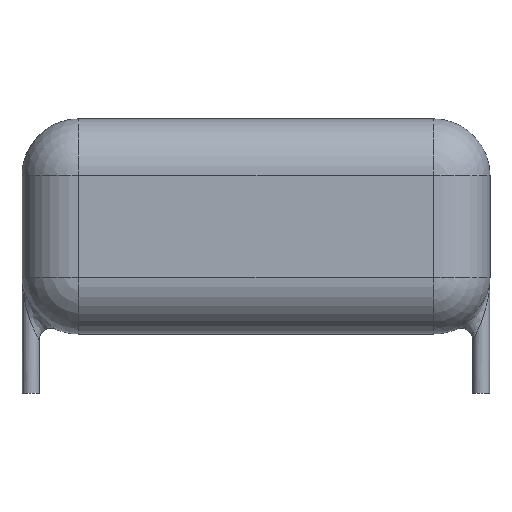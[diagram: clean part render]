
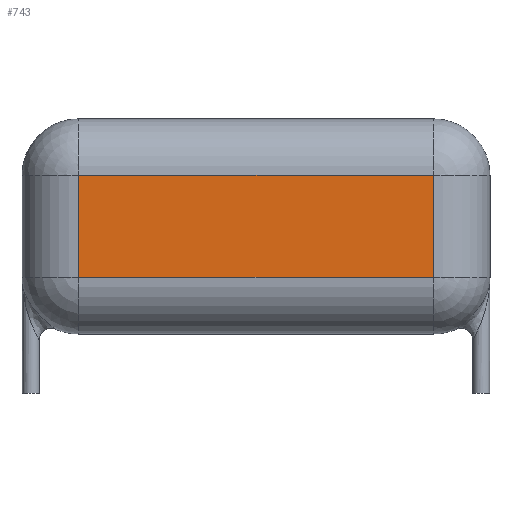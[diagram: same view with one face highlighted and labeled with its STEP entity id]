
A CAD part, front view. The second image highlights one B-rep face of the part: STEP entity #743.
In plain terms, the highlighted planar face has unit normal (0, -1, 0).
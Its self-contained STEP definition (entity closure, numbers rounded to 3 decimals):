
#36 = ORIENTED_EDGE ( 'NONE', *, *, #37, .T. ) ;
#37 = EDGE_CURVE ( 'NONE', #43, #747, #1338, .T. ) ;
#42 = EDGE_CURVE ( 'NONE', #671, #43, #1380, .T. ) ;
#43 = VERTEX_POINT ( 'NONE', #1376 ) ;
#461 = ORIENTED_EDGE ( 'NONE', *, *, #42, .T. ) ;
#670 = EDGE_CURVE ( 'NONE', #748, #671, #3697, .T. ) ;
#671 = VERTEX_POINT ( 'NONE', #3693 ) ;
#743 = ADVANCED_FACE ( 'NONE', ( #4005 ), #3991, .F. ) ;
#744 = EDGE_LOOP ( 'NONE', ( #745, #749, #461, #36 ) ) ;
#745 = ORIENTED_EDGE ( 'NONE', *, *, #746, .T. ) ;
#746 = EDGE_CURVE ( 'NONE', #747, #748, #3986, .T. ) ;
#747 = VERTEX_POINT ( 'NONE', #3981 ) ;
#748 = VERTEX_POINT ( 'NONE', #3982 ) ;
#749 = ORIENTED_EDGE ( 'NONE', *, *, #670, .T. ) ;
#1335 = DIRECTION ( 'NONE',  ( 1., 0., 0. ) ) ;
#1336 = VECTOR ( 'NONE', #1335, 1000. ) ;
#1337 = CARTESIAN_POINT ( 'NONE',  ( -0.445, -2.875, 2.87 ) ) ;
#1338 = LINE ( 'NONE', #1337, #1336 ) ;
#1376 = CARTESIAN_POINT ( 'NONE',  ( 2.425, -2.875, 2.87 ) ) ;
#1377 = DIRECTION ( 'NONE',  ( 0., 0., -1. ) ) ;
#1378 = VECTOR ( 'NONE', #1377, 1000. ) ;
#1379 = CARTESIAN_POINT ( 'NONE',  ( 2.425, -2.875, 10.922 ) ) ;
#1380 = LINE ( 'NONE', #1379, #1378 ) ;
#3693 = CARTESIAN_POINT ( 'NONE',  ( 2.425, -2.875, 8.052 ) ) ;
#3694 = DIRECTION ( 'NONE',  ( -1., 0., 0. ) ) ;
#3695 = VECTOR ( 'NONE', #3694, 1000. ) ;
#3696 = CARTESIAN_POINT ( 'NONE',  ( -0.445, -2.875, 8.052 ) ) ;
#3697 = LINE ( 'NONE', #3696, #3695 ) ;
#3981 = CARTESIAN_POINT ( 'NONE',  ( 20.435, -2.875, 2.87 ) ) ;
#3982 = CARTESIAN_POINT ( 'NONE',  ( 20.435, -2.875, 8.052 ) ) ;
#3983 = DIRECTION ( 'NONE',  ( 0., 0., 1. ) ) ;
#3984 = VECTOR ( 'NONE', #3983, 1000. ) ;
#3985 = CARTESIAN_POINT ( 'NONE',  ( 20.435, -2.875, 10.922 ) ) ;
#3986 = LINE ( 'NONE', #3985, #3984 ) ;
#3987 = DIRECTION ( 'NONE',  ( 0., 0., 1. ) ) ;
#3988 = DIRECTION ( 'NONE',  ( 0., 1., 0. ) ) ;
#3989 = CARTESIAN_POINT ( 'NONE',  ( -0.445, -2.875, 10.922 ) ) ;
#3990 = AXIS2_PLACEMENT_3D ( 'NONE', #3989, #3988, #3987 ) ;
#3991 = PLANE ( 'NONE',  #3990 ) ;
#4005 = FACE_OUTER_BOUND ( 'NONE', #744, .T. ) ;
